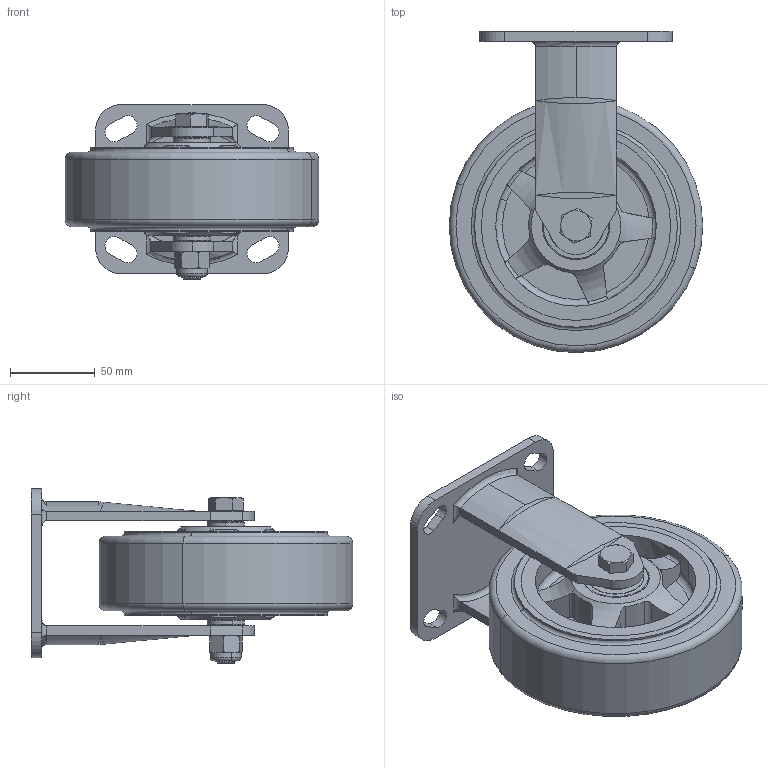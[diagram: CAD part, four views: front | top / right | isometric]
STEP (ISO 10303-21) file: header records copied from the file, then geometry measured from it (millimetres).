
FILE_DESCRIPTION (( 'STEP AP203' ), '1' );
FILE_NAME ('R6631.STEP', '2020-02-24T06:46:57', ( '' ), ( '' ), 'SwSTEP 2.0', 'SolidWorks 2013', '' );
FILE_SCHEMA (( 'CONFIG_CONTROL_DESIGN' ));
Length unit declared in the file: millimetre
Products named in the file (1): R6631
Bounding box: 150 x 190 x 103.26 mm (x, y, z)
Volume: 824099.7 mm3; surface area: 194545.9 mm2
Topology: 15 solids, 15 shells, 482 faces, 1455 edges, 922 vertices
Faces by surface type: cylinder 153, torus 122, plane 109, sphere 40, cone 34, bspline 24
Entity records: 20125 total; most frequent: CARTESIAN_POINT 7867, ORIENTED_EDGE 2718, DIRECTION 2445, EDGE_CURVE 1359, AXIS2_PLACEMENT_3D 1067, VERTEX_POINT 882, CIRCLE 608, EDGE_LOOP 535
